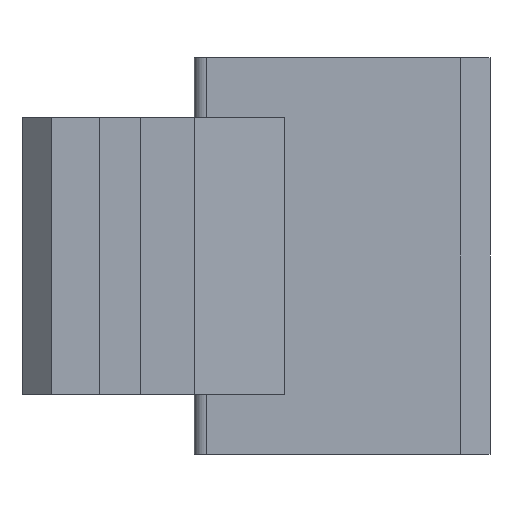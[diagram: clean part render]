
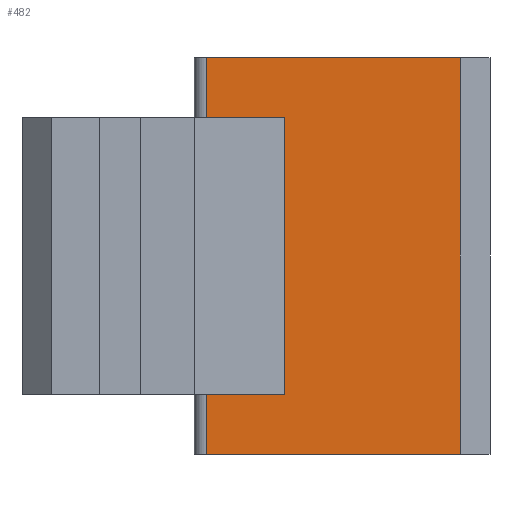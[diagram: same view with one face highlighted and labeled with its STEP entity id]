
A CAD part, left-side view. The second image highlights one B-rep face of the part: STEP entity #482.
In plain terms, the highlighted planar face has unit normal (-1, 0, 0).
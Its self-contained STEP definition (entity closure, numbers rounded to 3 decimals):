
#2 = EDGE_CURVE ( 'NONE', #1201, #2002, #234, .T. ) ;
#121 = ORIENTED_EDGE ( 'NONE', *, *, #1904, .T. ) ;
#135 = ORIENTED_EDGE ( 'NONE', *, *, #1395, .F. ) ;
#234 = LINE ( 'NONE', #884, #681 ) ;
#439 = ORIENTED_EDGE ( 'NONE', *, *, #2, .F. ) ;
#450 = DIRECTION ( 'NONE',  ( 0., 0., -1. ) ) ;
#452 = CARTESIAN_POINT ( 'NONE',  ( 32.694, -154.151, 2.525 ) ) ;
#482 = ADVANCED_FACE ( 'NONE', ( #1269 ), #1928, .F. ) ;
#533 = EDGE_LOOP ( 'NONE', ( #1990, #713, #1094, #439, #952, #121, #135, #686 ) ) ;
#567 = CARTESIAN_POINT ( 'NONE',  ( 32.694, -157.443, 16.6 ) ) ;
#599 = CARTESIAN_POINT ( 'NONE',  ( 32.694, -157.443, 23.714 ) ) ;
#614 = VERTEX_POINT ( 'NONE', #1572 ) ;
#622 = CARTESIAN_POINT ( 'NONE',  ( 32.694, -154.151, 23.714 ) ) ;
#672 = CARTESIAN_POINT ( 'NONE',  ( 32.694, -164.773, 16.6 ) ) ;
#681 = VECTOR ( 'NONE', #1461, 1000. ) ;
#686 = ORIENTED_EDGE ( 'NONE', *, *, #1115, .T. ) ;
#713 = ORIENTED_EDGE ( 'NONE', *, *, #1996, .T. ) ;
#748 = VECTOR ( 'NONE', #1715, 1000. ) ;
#793 = VECTOR ( 'NONE', #1167, 1000. ) ;
#851 = EDGE_CURVE ( 'NONE', #1306, #1201, #2076, .T. ) ;
#870 = CARTESIAN_POINT ( 'NONE',  ( 32.694, -157.443, 2.525 ) ) ;
#880 = CARTESIAN_POINT ( 'NONE',  ( 32.694, -157.443, 14.075 ) ) ;
#884 = CARTESIAN_POINT ( 'NONE',  ( 32.694, -164.773, 23.714 ) ) ;
#952 = ORIENTED_EDGE ( 'NONE', *, *, #851, .F. ) ;
#986 = LINE ( 'NONE', #599, #1593 ) ;
#1016 = EDGE_CURVE ( 'NONE', #1560, #2002, #1680, .T. ) ;
#1054 = LINE ( 'NONE', #2069, #2081 ) ;
#1094 = ORIENTED_EDGE ( 'NONE', *, *, #1016, .T. ) ;
#1097 = VECTOR ( 'NONE', #1105, 1000. ) ;
#1099 = DIRECTION ( 'NONE',  ( 0., 0., -1. ) ) ;
#1105 = DIRECTION ( 'NONE',  ( 0., -1., 0. ) ) ;
#1115 = EDGE_CURVE ( 'NONE', #1394, #1980, #986, .T. ) ;
#1143 = DIRECTION ( 'NONE',  ( 0., 0., -1. ) ) ;
#1167 = DIRECTION ( 'NONE',  ( 0., 0., -1. ) ) ;
#1179 = CARTESIAN_POINT ( 'NONE',  ( 32.694, -154.151, 23.714 ) ) ;
#1199 = DIRECTION ( 'NONE',  ( 0., -1., 0. ) ) ;
#1201 = VERTEX_POINT ( 'NONE', #672 ) ;
#1231 = LINE ( 'NONE', #622, #2134 ) ;
#1269 = FACE_OUTER_BOUND ( 'NONE', #533, .T. ) ;
#1306 = VERTEX_POINT ( 'NONE', #1332 ) ;
#1332 = CARTESIAN_POINT ( 'NONE',  ( 32.694, -154.151, 16.6 ) ) ;
#1394 = VERTEX_POINT ( 'NONE', #1400 ) ;
#1395 = EDGE_CURVE ( 'NONE', #1394, #614, #2057, .T. ) ;
#1400 = CARTESIAN_POINT ( 'NONE',  ( 32.694, -157.443, 14.075 ) ) ;
#1405 = EDGE_CURVE ( 'NONE', #1843, #1980, #1054, .T. ) ;
#1461 = DIRECTION ( 'NONE',  ( 0., 0., -1. ) ) ;
#1558 = AXIS2_PLACEMENT_3D ( 'NONE', #2117, #1640, #450 ) ;
#1560 = VERTEX_POINT ( 'NONE', #2052 ) ;
#1572 = CARTESIAN_POINT ( 'NONE',  ( 32.694, -154.151, 14.075 ) ) ;
#1593 = VECTOR ( 'NONE', #1143, 1000. ) ;
#1640 = DIRECTION ( 'NONE',  ( 1., 0., 0. ) ) ;
#1680 = LINE ( 'NONE', #1859, #1970 ) ;
#1715 = DIRECTION ( 'NONE',  ( 0., 1., 0. ) ) ;
#1843 = VERTEX_POINT ( 'NONE', #452 ) ;
#1859 = CARTESIAN_POINT ( 'NONE',  ( 32.694, -157.443, 0. ) ) ;
#1863 = DIRECTION ( 'NONE',  ( 0., -1., 0. ) ) ;
#1904 = EDGE_CURVE ( 'NONE', #1306, #614, #1981, .T. ) ;
#1928 = PLANE ( 'NONE',  #1558 ) ;
#1970 = VECTOR ( 'NONE', #1199, 1000. ) ;
#1980 = VERTEX_POINT ( 'NONE', #870 ) ;
#1981 = LINE ( 'NONE', #1179, #793 ) ;
#1990 = ORIENTED_EDGE ( 'NONE', *, *, #1405, .F. ) ;
#1996 = EDGE_CURVE ( 'NONE', #1843, #1560, #1231, .T. ) ;
#2002 = VERTEX_POINT ( 'NONE', #2104 ) ;
#2052 = CARTESIAN_POINT ( 'NONE',  ( 32.694, -154.151, 0. ) ) ;
#2057 = LINE ( 'NONE', #880, #748 ) ;
#2069 = CARTESIAN_POINT ( 'NONE',  ( 32.694, -146.443, 2.525 ) ) ;
#2076 = LINE ( 'NONE', #567, #1097 ) ;
#2081 = VECTOR ( 'NONE', #1863, 1000. ) ;
#2104 = CARTESIAN_POINT ( 'NONE',  ( 32.694, -164.773, 0. ) ) ;
#2117 = CARTESIAN_POINT ( 'NONE',  ( 32.694, -157.443, 23.714 ) ) ;
#2134 = VECTOR ( 'NONE', #1099, 1000. ) ;
